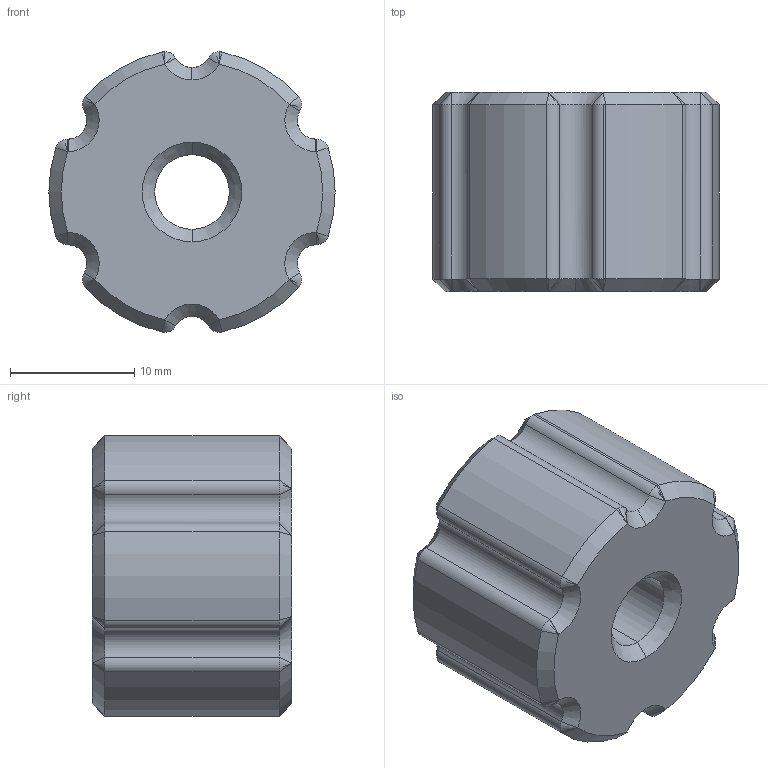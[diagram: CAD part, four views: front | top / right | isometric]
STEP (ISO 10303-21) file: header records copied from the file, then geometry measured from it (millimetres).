
FILE_DESCRIPTION (( 'STEP AP214' ), '1' );
FILE_NAME ('Peça2.STEP', '2025-05-19T01:14:50', ( '' ), ( '' ), 'SwSTEP 2.0', 'SolidWorks 2024', '' );
FILE_SCHEMA (( 'AUTOMOTIVE_DESIGN' ));
Length unit declared in the file: millimetre
Products named in the file (1): Peça2
Bounding box: 23 x 16 x 22.54 mm (x, y, z)
Volume: 5743.3 mm3; surface area: 2160.8 mm2
Topology: 1 solids, 1 shells, 101 faces, 238 edges, 107 vertices
Faces by surface type: cone 66, cylinder 33, plane 2
Entity records: 2606 total; most frequent: DIRECTION 517, CARTESIAN_POINT 415, ORIENTED_EDGE 412, AXIS2_PLACEMENT_3D 209, EDGE_CURVE 206, VERTEX_POINT 107, CIRCLE 107, EDGE_LOOP 103
